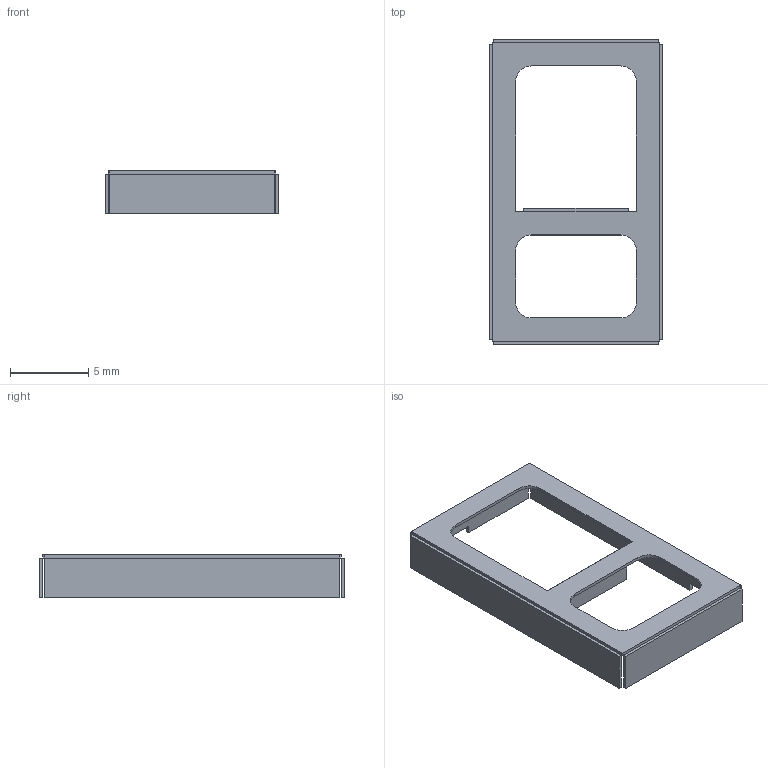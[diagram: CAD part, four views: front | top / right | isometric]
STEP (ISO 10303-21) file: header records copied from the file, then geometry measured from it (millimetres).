
FILE_DESCRIPTION(/* description */ (''),/* implementation_level */ '2;1');
FILE_NAME(/* name */ 'bottom-shield-2.step',/* time_stamp */ '2025-04-10T23:38:56-04:00',/* author */ (''),/* organization */ (''),/* preprocessor_version */ 'ST-DEVELOPER v20.1',/* originating_system */ 'Autodesk Translation Framework v14.4.0.0',/* authorisation */ '');
FILE_SCHEMA (('AUTOMOTIVE_DESIGN { 1 0 10303 214 3 1 1 }'));
Length unit declared in the file: millimetre
Products named in the file (7): Bottom shield 2 v1; Frame; Component2; Component3; Component4; Component5; Component6
Assembly tree (6 placements, depth 2):
  Bottom shield 2 v1
    Frame
    Component2
    Component3
    Component4
    Component5
    Component6
Bounding box: 11.1 x 19.5 x 2.7 mm (x, y, z)
Volume: 50.7 mm3; surface area: 562.1 mm2
Topology: 6 solids, 6 shells, 62 faces, 150 edges, 100 vertices
Faces by surface type: plane 52, cylinder 10
Entity records: 2015 total; most frequent: CARTESIAN_POINT 325, DIRECTION 320, ORIENTED_EDGE 300, EDGE_CURVE 150, LINE 130, VECTOR 130, VERTEX_POINT 100, AXIS2_PLACEMENT_3D 95
